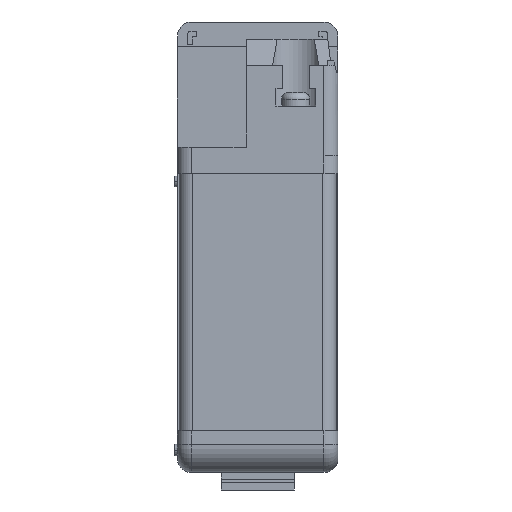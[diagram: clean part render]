
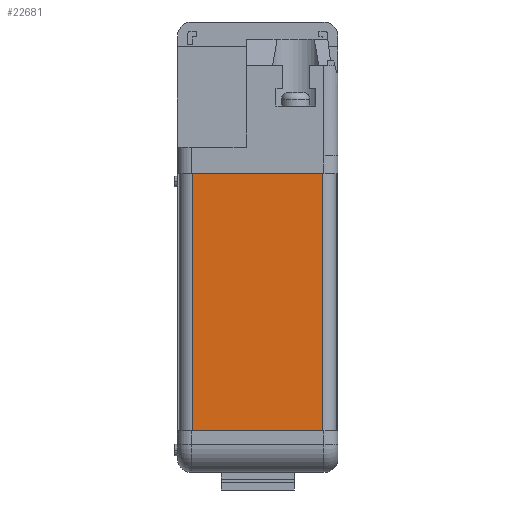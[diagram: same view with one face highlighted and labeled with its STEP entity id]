
A CAD part, front view. The second image highlights one B-rep face of the part: STEP entity #22681.
In plain terms, the highlighted planar face has unit normal (0, -1, 0).
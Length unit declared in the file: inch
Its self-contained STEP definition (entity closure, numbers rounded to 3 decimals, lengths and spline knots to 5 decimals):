
#196 = LINE ( 'NONE', #23352, #23437 ) ;
#743 = CARTESIAN_POINT ( 'NONE',  ( -0.5775, -2.9375, 0.655 ) ) ;
#1025 = DIRECTION ( 'NONE',  ( 0., -1., 0. ) ) ;
#1437 = LINE ( 'NONE', #27415, #12759 ) ;
#2749 = DIRECTION ( 'NONE',  ( 0., 0., -1. ) ) ;
#2814 = ORIENTED_EDGE ( 'NONE', *, *, #12288, .T. ) ;
#3331 = EDGE_LOOP ( 'NONE', ( #25264, #6318, #27922, #2814 ) ) ;
#4176 = CARTESIAN_POINT ( 'NONE',  ( 0.5775, -2.9375, -1.63 ) ) ;
#4496 = CARTESIAN_POINT ( 'NONE',  ( 0.5775, -2.9375, 0.655 ) ) ;
#4565 = LINE ( 'NONE', #4496, #24644 ) ;
#5279 = EDGE_CURVE ( 'NONE', #9518, #11221, #4565, .T. ) ;
#6278 = LINE ( 'NONE', #16320, #18305 ) ;
#6303 = AXIS2_PLACEMENT_3D ( 'NONE', #14535, #1025, #16806 ) ;
#6318 = ORIENTED_EDGE ( 'NONE', *, *, #25192, .F. ) ;
#9518 = VERTEX_POINT ( 'NONE', #16105 ) ;
#9871 = DIRECTION ( 'NONE',  ( -1., 0., 0. ) ) ;
#10222 = EDGE_CURVE ( 'NONE', #20603, #22857, #196, .T. ) ;
#11221 = VERTEX_POINT ( 'NONE', #743 ) ;
#11759 = FACE_OUTER_BOUND ( 'NONE', #3331, .T. ) ;
#12288 = EDGE_CURVE ( 'NONE', #11221, #22857, #1437, .T. ) ;
#12759 = VECTOR ( 'NONE', #2749, 39.37008 ) ;
#14535 = CARTESIAN_POINT ( 'NONE',  ( 0.5775, -2.9375, 0.655 ) ) ;
#16105 = CARTESIAN_POINT ( 'NONE',  ( 0.5775, -2.9375, 0.655 ) ) ;
#16320 = CARTESIAN_POINT ( 'NONE',  ( 0.5775, -2.9375, 0.655 ) ) ;
#16806 = DIRECTION ( 'NONE',  ( 0., 0., -1. ) ) ;
#17586 = CARTESIAN_POINT ( 'NONE',  ( -0.5775, -2.9375, -1.63 ) ) ;
#18305 = VECTOR ( 'NONE', #25241, 39.37008 ) ;
#18964 = PLANE ( 'NONE',  #6303 ) ;
#20267 = DIRECTION ( 'NONE',  ( -1., 0., 0. ) ) ;
#20603 = VERTEX_POINT ( 'NONE', #4176 ) ;
#22681 = ADVANCED_FACE ( 'NONE', ( #11759 ), #18964, .T. ) ;
#22857 = VERTEX_POINT ( 'NONE', #17586 ) ;
#23352 = CARTESIAN_POINT ( 'NONE',  ( 0.5775, -2.9375, -1.63 ) ) ;
#23437 = VECTOR ( 'NONE', #9871, 39.37008 ) ;
#24644 = VECTOR ( 'NONE', #20267, 39.37008 ) ;
#25192 = EDGE_CURVE ( 'NONE', #9518, #20603, #6278, .T. ) ;
#25241 = DIRECTION ( 'NONE',  ( 0., 0., -1. ) ) ;
#25264 = ORIENTED_EDGE ( 'NONE', *, *, #10222, .F. ) ;
#27415 = CARTESIAN_POINT ( 'NONE',  ( -0.5775, -2.9375, 0.655 ) ) ;
#27922 = ORIENTED_EDGE ( 'NONE', *, *, #5279, .T. ) ;
